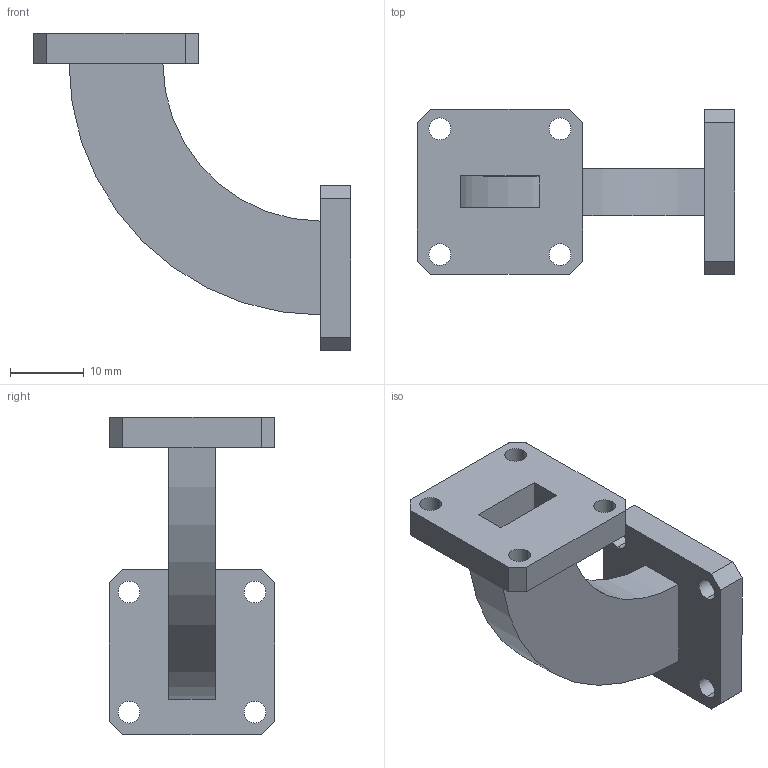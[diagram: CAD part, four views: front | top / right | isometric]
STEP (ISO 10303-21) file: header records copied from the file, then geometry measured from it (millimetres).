
FILE_DESCRIPTION (( 'STEP AP214' ), '1' );
FILE_NAME ('WB-HK.STEP', '2025-01-28T01:27:13', ( '' ), ( '' ), 'SwSTEP 2.0', 'SolidWorks 2021', '' );
FILE_SCHEMA (( 'AUTOMOTIVE_DESIGN' ));
Length unit declared in the file: inch
Products named in the file (1): WB-HK
Bounding box: 42.93 x 22.35 x 42.93 mm (x, y, z)
Volume: 4917.2 mm3; surface area: 5808.4 mm2
Topology: 1 solids, 1 shells, 48 faces, 132 edges, 88 vertices
Faces by surface type: plane 28, cylinder 18, bspline 2
Entity records: 2300 total; most frequent: CARTESIAN_POINT 351, ORIENTED_EDGE 264, DIRECTION 258, EDGE_CURVE 132, VECTOR 92, LINE 92, VERTEX_POINT 88, AXIS2_PLACEMENT_3D 83
